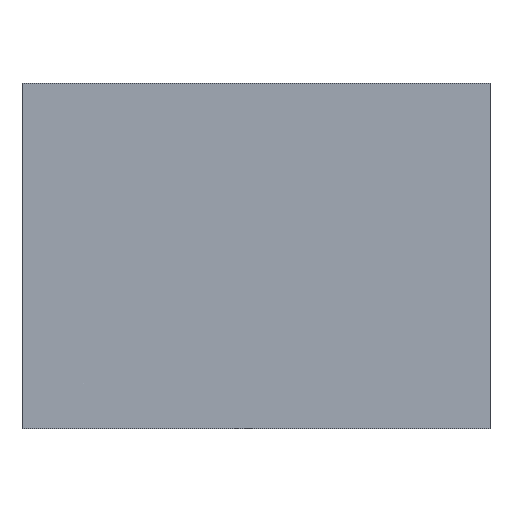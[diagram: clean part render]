
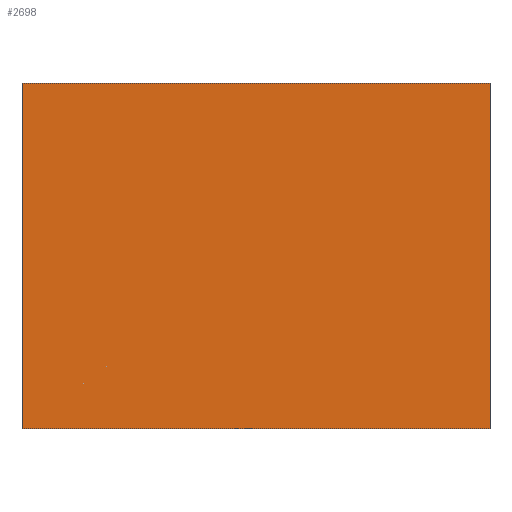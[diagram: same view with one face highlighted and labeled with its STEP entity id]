
A CAD part, front view. The second image highlights one B-rep face of the part: STEP entity #2698.
In plain terms, the highlighted planar face has unit normal (0, -1, 0).
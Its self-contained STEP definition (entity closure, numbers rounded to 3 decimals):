
#526=ORIENTED_EDGE('',*,*,#1254,.T.);
#527=ORIENTED_EDGE('',*,*,#1245,.F.);
#528=ORIENTED_EDGE('',*,*,#1250,.F.);
#529=ORIENTED_EDGE('',*,*,#1126,.T.);
#1126=EDGE_CURVE('',#1504,#1503,#1728,.T.);
#1245=EDGE_CURVE('',#1596,#1597,#1787,.T.);
#1250=EDGE_CURVE('',#1504,#1596,#1790,.T.);
#1254=EDGE_CURVE('',#1503,#1597,#1792,.T.);
#1503=VERTEX_POINT('',#4192);
#1504=VERTEX_POINT('',#4194);
#1596=VERTEX_POINT('',#4485);
#1597=VERTEX_POINT('',#4487);
#1728=LINE('',#4193,#1939);
#1787=LINE('',#4486,#1998);
#1790=LINE('',#4495,#2001);
#1792=LINE('',#4502,#2003);
#1939=VECTOR('',#3281,1000.);
#1998=VECTOR('',#3474,1000.);
#2001=VECTOR('',#3483,1000.);
#2003=VECTOR('',#3491,1000.);
#2182=EDGE_LOOP('',(#526,#527,#528,#529));
#2401=FACE_BOUND('',#2182,.T.);
#2587=PLANE('',#2964);
#2698=ADVANCED_FACE('',(#2401),#2587,.F.);
#2964=AXIS2_PLACEMENT_3D('',#4503,#3492,#3493);
#3281=DIRECTION('',(0.,0.,-1.));
#3474=DIRECTION('',(0.,0.,-1.));
#3483=DIRECTION('',(1.,0.,0.));
#3491=DIRECTION('',(1.,0.,0.));
#3492=DIRECTION('',(0.,1.,0.));
#3493=DIRECTION('',(0.,0.,1.));
#4192=CARTESIAN_POINT('',(-46.,0.,-34.));
#4193=CARTESIAN_POINT('',(-46.,0.,34.));
#4194=CARTESIAN_POINT('',(-46.,0.,34.));
#4485=CARTESIAN_POINT('',(46.,0.,34.));
#4486=CARTESIAN_POINT('',(46.,0.,34.));
#4487=CARTESIAN_POINT('',(46.,0.,-34.));
#4495=CARTESIAN_POINT('',(-46.,0.,34.));
#4502=CARTESIAN_POINT('',(-46.,0.,-34.));
#4503=CARTESIAN_POINT('',(-46.,0.,34.));
